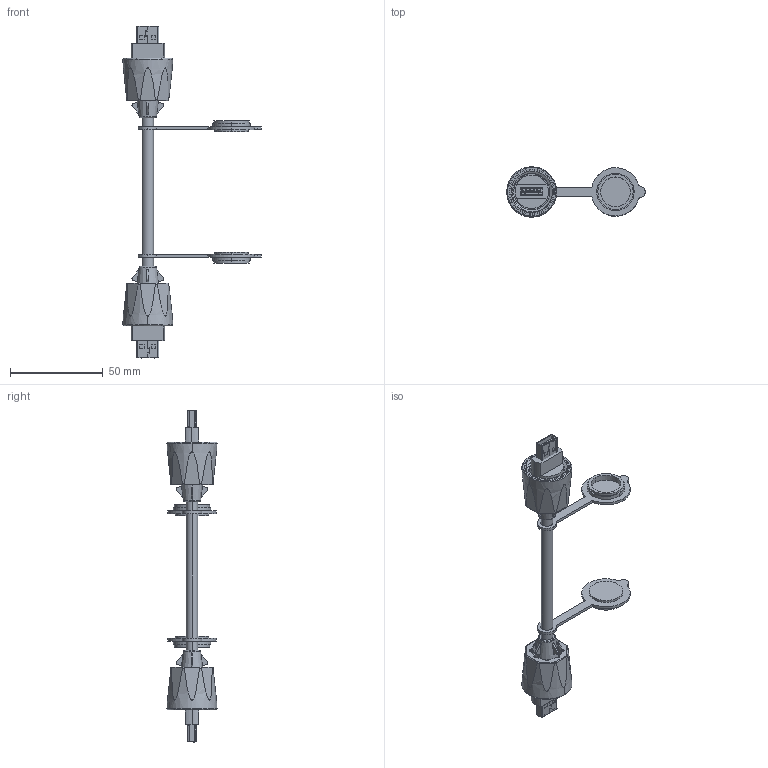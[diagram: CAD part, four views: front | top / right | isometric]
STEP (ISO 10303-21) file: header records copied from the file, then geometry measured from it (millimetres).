
FILE_DESCRIPTION (( 'STEP AP214' ), '1' );
FILE_NAME ('U3A00058.STEP', '2017-09-28T17:44:47', ( '' ), ( '' ), 'SwSTEP 2.0', 'SolidWorks 2014', '' );
FILE_SCHEMA (( 'AUTOMOTIVE_DESIGN' ));
Length unit declared in the file: millimetre
Products named in the file (10): DUST CAP-U3A00058; USB3.0 CABLE OD=5.5-6.2MM -U3A00058; MAIN HOUSING-U3A00058; USB3.0 M OVERMOLD-U3A00058; 1AA05-046-U3A00058; 1AA05-046-MA3; 1AA05-046-MA2_Without Crimp; 1AA05-046-MA1; U3A00058
Assembly tree (12 placements, depth 4):
  U3A00058
    USB3.0 M OVERMOLD-U3A00058  x2
      1AA05-046-U3A00058
        1AA05-046-MA1
        1AA05-046-MA2_Without Crimp
        1AA05-046-MA3
      USB3.0 M OVERMOLD-U3A00058
    MAIN HOUSING-U3A00058  x2
    USB3.0 CABLE OD=5.5-6.2MM -U3A00058
    DUST CAP-U3A00058  x2
Bounding box: 74.47 x 26.93 x 178.5 mm (x, y, z)
Volume: 26798 mm3; surface area: 26184.9 mm2
Topology: 43 solids, 43 shells, 2728 faces, 7122 edges, 4666 vertices
Faces by surface type: plane 1944, cylinder 560, bspline 100, torus 66, sphere 40, cone 18
Entity records: 49058 total; most frequent: CARTESIAN_POINT 12083, ORIENTED_EDGE 7108, DIRECTION 6659, EDGE_CURVE 3554, LINE 2729, VECTOR 2729, VERTEX_POINT 2331, AXIS2_PLACEMENT_3D 1965
